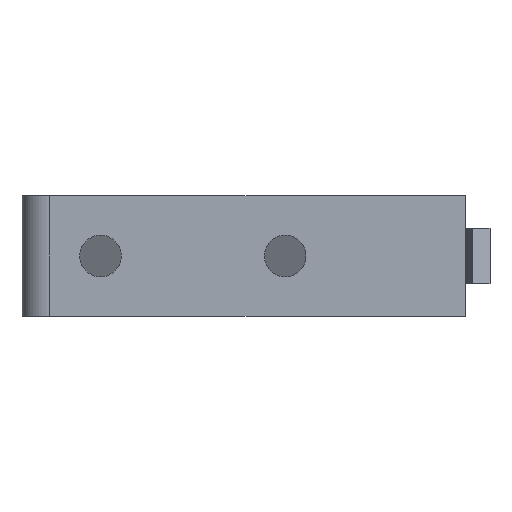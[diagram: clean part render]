
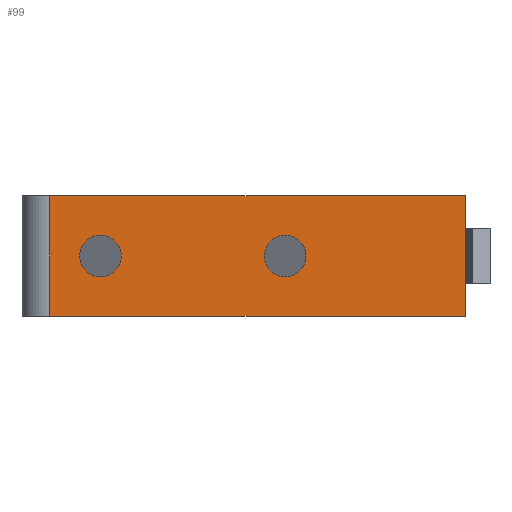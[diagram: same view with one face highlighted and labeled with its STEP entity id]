
A CAD part, left-side view. The second image highlights one B-rep face of the part: STEP entity #99.
In plain terms, the highlighted planar face has unit normal (-1, 0, 0).
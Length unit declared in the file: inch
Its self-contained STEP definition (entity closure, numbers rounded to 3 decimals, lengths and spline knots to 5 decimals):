
#99=ADVANCED_FACE('',(#244,#245,#246),#247,.T.);
#244=FACE_BOUND('',#466,.T.);
#245=FACE_BOUND('',#467,.T.);
#246=FACE_OUTER_BOUND('',#468,.T.);
#247=PLANE('',#469);
#466=EDGE_LOOP('',(#894,#895,#896,#897));
#467=EDGE_LOOP('',(#898,#899,#900,#901));
#468=EDGE_LOOP('',(#902,#903,#904,#905));
#469=AXIS2_PLACEMENT_3D('',#906,#907,#908);
#894=ORIENTED_EDGE('',*,*,#1304,.T.);
#895=ORIENTED_EDGE('',*,*,#1251,.T.);
#896=ORIENTED_EDGE('',*,*,#1305,.T.);
#897=ORIENTED_EDGE('',*,*,#1306,.T.);
#898=ORIENTED_EDGE('',*,*,#1301,.T.);
#899=ORIENTED_EDGE('',*,*,#1298,.T.);
#900=ORIENTED_EDGE('',*,*,#1307,.T.);
#901=ORIENTED_EDGE('',*,*,#1308,.T.);
#902=ORIENTED_EDGE('',*,*,#1309,.T.);
#903=ORIENTED_EDGE('',*,*,#1310,.F.);
#904=ORIENTED_EDGE('',*,*,#1311,.T.);
#905=ORIENTED_EDGE('',*,*,#1312,.T.);
#906=CARTESIAN_POINT('',(-0.09758,3.14648,0.0));
#907=DIRECTION('',(-1.0,0.0,0.0));
#908=DIRECTION('',(0.0,-1.0,0.0));
#1251=EDGE_CURVE('',#1486,#1484,#1487,.T.);
#1298=EDGE_CURVE('',#1570,#1568,#1571,.T.);
#1301=EDGE_CURVE('',#1574,#1570,#1575,.T.);
#1304=EDGE_CURVE('',#1578,#1486,#1579,.T.);
#1305=EDGE_CURVE('',#1484,#1580,#1581,.T.);
#1306=EDGE_CURVE('',#1580,#1578,#1582,.T.);
#1307=EDGE_CURVE('',#1568,#1583,#1584,.T.);
#1308=EDGE_CURVE('',#1583,#1574,#1585,.T.);
#1309=EDGE_CURVE('',#1586,#1587,#1588,.T.);
#1310=EDGE_CURVE('',#1589,#1587,#1590,.T.);
#1311=EDGE_CURVE('',#1589,#1591,#1592,.T.);
#1312=EDGE_CURVE('',#1591,#1586,#1593,.T.);
#1484=VERTEX_POINT('',#1831);
#1486=VERTEX_POINT('',#1834);
#1487=B_SPLINE_CURVE_WITH_KNOTS('',3,(#1835,#1836,#1837,#1838),.UNSPECIFIED.,.F.,.F.,(4,4),(0.0,1.0),.UNSPECIFIED.);
#1568=VERTEX_POINT('',#2009);
#1570=VERTEX_POINT('',#2012);
#1571=B_SPLINE_CURVE_WITH_KNOTS('',3,(#2013,#2014,#2015,#2016),.UNSPECIFIED.,.F.,.F.,(4,4),(0.0,1.0),.UNSPECIFIED.);
#1574=VERTEX_POINT('',#2020);
#1575=B_SPLINE_CURVE_WITH_KNOTS('',3,(#2021,#2022,#2023,#2024),.UNSPECIFIED.,.F.,.F.,(4,4),(0.0,1.0),.UNSPECIFIED.);
#1578=VERTEX_POINT('',#2028);
#1579=B_SPLINE_CURVE_WITH_KNOTS('',3,(#2029,#2030,#2031,#2032),.UNSPECIFIED.,.F.,.F.,(4,4),(0.0,1.0),.UNSPECIFIED.);
#1580=VERTEX_POINT('',#2033);
#1581=B_SPLINE_CURVE_WITH_KNOTS('',3,(#2034,#2035,#2036,#2037),.UNSPECIFIED.,.F.,.F.,(4,4),(0.0,1.0),.UNSPECIFIED.);
#1582=B_SPLINE_CURVE_WITH_KNOTS('',3,(#2038,#2039,#2040,#2041),.UNSPECIFIED.,.F.,.F.,(4,4),(0.0,1.0),.UNSPECIFIED.);
#1583=VERTEX_POINT('',#2042);
#1584=B_SPLINE_CURVE_WITH_KNOTS('',3,(#2043,#2044,#2045,#2046),.UNSPECIFIED.,.F.,.F.,(4,4),(0.0,1.0),.UNSPECIFIED.);
#1585=B_SPLINE_CURVE_WITH_KNOTS('',3,(#2047,#2048,#2049,#2050),.UNSPECIFIED.,.F.,.F.,(4,4),(0.0,1.0),.UNSPECIFIED.);
#1586=VERTEX_POINT('',#2051);
#1587=VERTEX_POINT('',#2052);
#1588=LINE('',#2053,#2054);
#1589=VERTEX_POINT('',#2055);
#1590=LINE('',#2056,#2057);
#1591=VERTEX_POINT('',#2058);
#1592=LINE('',#2059,#2060);
#1593=LINE('',#2061,#2062);
#1831=CARTESIAN_POINT('',(-0.09758,2.77155,1.09375));
#1834=CARTESIAN_POINT('',(-0.09758,3.0528,0.8125));
#1835=CARTESIAN_POINT('',(-0.09758,3.0528,0.8125));
#1836=CARTESIAN_POINT('',(-0.09758,3.0528,0.96783));
#1837=CARTESIAN_POINT('',(-0.09758,2.92688,1.09375));
#1838=CARTESIAN_POINT('',(-0.09758,2.77155,1.09375));
#2009=CARTESIAN_POINT('',(-0.09758,5.27155,1.09375));
#2012=CARTESIAN_POINT('',(-0.09758,5.5528,0.8125));
#2013=CARTESIAN_POINT('',(-0.09758,5.5528,0.8125));
#2014=CARTESIAN_POINT('',(-0.09758,5.5528,0.96783));
#2015=CARTESIAN_POINT('',(-0.09758,5.42688,1.09375));
#2016=CARTESIAN_POINT('',(-0.09758,5.27155,1.09375));
#2020=CARTESIAN_POINT('',(-0.09758,5.27155,0.53125));
#2021=CARTESIAN_POINT('',(-0.09758,5.27155,0.53125));
#2022=CARTESIAN_POINT('',(-0.09758,5.42688,0.53125));
#2023=CARTESIAN_POINT('',(-0.09758,5.5528,0.65717));
#2024=CARTESIAN_POINT('',(-0.09758,5.5528,0.8125));
#2028=CARTESIAN_POINT('',(-0.09758,2.77155,0.53125));
#2029=CARTESIAN_POINT('',(-0.09758,2.77155,0.53125));
#2030=CARTESIAN_POINT('',(-0.09758,2.92688,0.53125));
#2031=CARTESIAN_POINT('',(-0.09758,3.0528,0.65717));
#2032=CARTESIAN_POINT('',(-0.09758,3.0528,0.8125));
#2033=CARTESIAN_POINT('',(-0.09758,2.4903,0.8125));
#2034=CARTESIAN_POINT('',(-0.09758,2.77155,1.09375));
#2035=CARTESIAN_POINT('',(-0.09758,2.61623,1.09375));
#2036=CARTESIAN_POINT('',(-0.09758,2.4903,0.96783));
#2037=CARTESIAN_POINT('',(-0.09758,2.4903,0.8125));
#2038=CARTESIAN_POINT('',(-0.09758,2.4903,0.8125));
#2039=CARTESIAN_POINT('',(-0.09758,2.4903,0.65717));
#2040=CARTESIAN_POINT('',(-0.09758,2.61623,0.53125));
#2041=CARTESIAN_POINT('',(-0.09758,2.77155,0.53125));
#2042=CARTESIAN_POINT('',(-0.09758,4.9903,0.8125));
#2043=CARTESIAN_POINT('',(-0.09758,5.27155,1.09375));
#2044=CARTESIAN_POINT('',(-0.09758,5.11623,1.09375));
#2045=CARTESIAN_POINT('',(-0.09758,4.9903,0.96783));
#2046=CARTESIAN_POINT('',(-0.09758,4.9903,0.8125));
#2047=CARTESIAN_POINT('',(-0.09758,4.9903,0.8125));
#2048=CARTESIAN_POINT('',(-0.09758,4.9903,0.65717));
#2049=CARTESIAN_POINT('',(-0.09758,5.11623,0.53125));
#2050=CARTESIAN_POINT('',(-0.09758,5.27155,0.53125));
#2051=CARTESIAN_POINT('',(-0.09758,0.33394,1.625));
#2052=CARTESIAN_POINT('',(-0.09758,5.95901,1.625));
#2053=CARTESIAN_POINT('',(-0.09758,5.95901,1.625));
#2054=VECTOR('',#2361,1.0);
#2055=CARTESIAN_POINT('',(-0.09758,5.95901,0.0));
#2056=CARTESIAN_POINT('',(-0.09758,5.95901,0.0));
#2057=VECTOR('',#2362,1.0);
#2058=CARTESIAN_POINT('',(-0.09758,0.33394,0.0));
#2059=CARTESIAN_POINT('',(-0.09758,5.95901,0.0));
#2060=VECTOR('',#2363,1.0);
#2061=CARTESIAN_POINT('',(-0.09758,0.33394,0.0));
#2062=VECTOR('',#2364,1.0);
#2361=DIRECTION('',(0.0,1.0,0.0));
#2362=DIRECTION('',(0.0,0.0,1.0));
#2363=DIRECTION('',(0.0,-1.0,0.0));
#2364=DIRECTION('',(0.0,0.0,1.0));
